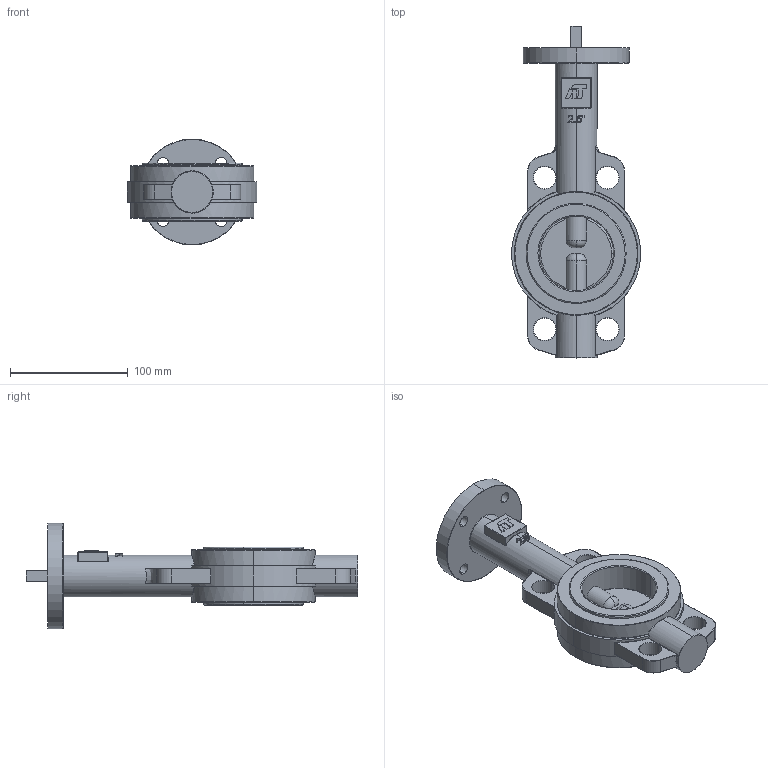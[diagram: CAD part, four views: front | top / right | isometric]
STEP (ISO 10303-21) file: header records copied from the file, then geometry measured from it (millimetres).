
FILE_DESCRIPTION (( 'STEP AP214' ), '1' );
FILE_NAME ('OS-W1-0250-XXX.step', '2019-08-12T18:30:38', ( '' ), ( '' ), 'SwSTEP 2.0', 'SolidWorks 2019', '' );
FILE_SCHEMA (( 'AUTOMOTIVE_DESIGN' ));
Length unit declared in the file: inch
Products named in the file (9): XX-W1-0250 BODY; 25159; 25108; 25160; OS-W1-0250-XXX
Assembly tree (4 placements, depth 2):
  25159
  XX-W1-0250 BODY
  25108
  25160
  OS-W1-0250-XXX
    XX-W1-0250 BODY
    25159
    25160
    25108
Bounding box: 109.83 x 282.42 x 89.99 mm (x, y, z)
Volume: 515965.9 mm3; surface area: 120042.7 mm2
Topology: 5 solids, 5 shells, 317 faces, 788 edges, 482 vertices
Faces by surface type: cylinder 97, plane 91, torus 73, bspline 52, sphere 4
Entity records: 12806 total; most frequent: CARTESIAN_POINT 5312, ORIENTED_EDGE 1560, DIRECTION 1466, EDGE_CURVE 780, AXIS2_PLACEMENT_3D 593, VERTEX_POINT 482, EDGE_LOOP 348, CIRCLE 320
